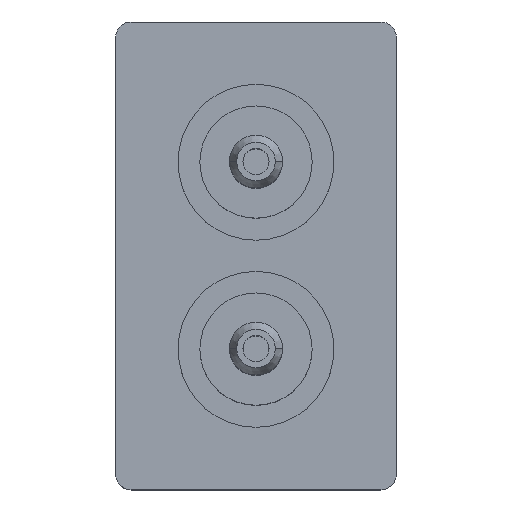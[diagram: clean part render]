
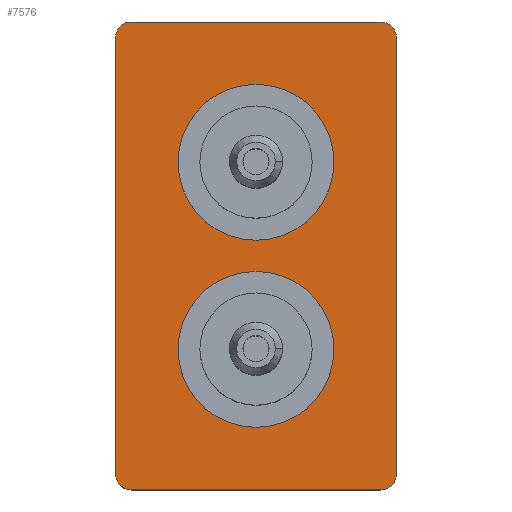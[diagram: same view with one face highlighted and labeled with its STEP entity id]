
A CAD part, top view. The second image highlights one B-rep face of the part: STEP entity #7576.
In plain terms, the highlighted planar face has unit normal (0, 0, 1).
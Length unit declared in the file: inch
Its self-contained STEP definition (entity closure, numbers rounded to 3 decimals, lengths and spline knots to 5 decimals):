
#6=DIRECTION('',(0.,-1.,0.));
#7=VECTOR('',#6,0.7);
#8=CARTESIAN_POINT('',(-0.225,0.725,0.));
#9=LINE('',#8,#7);
#598=CARTESIAN_POINT('',(0.,0.525,0.));
#599=DIRECTION('',(0.,0.,-1.));
#600=DIRECTION('',(-1.,0.,0.));
#601=AXIS2_PLACEMENT_3D('',#598,#599,#600);
#603=CARTESIAN_POINT('',(0.,0.525,0.));
#604=DIRECTION('',(0.,0.,-1.));
#605=DIRECTION('',(1.,0.,0.));
#606=AXIS2_PLACEMENT_3D('',#603,#604,#605);
#608=CARTESIAN_POINT('',(0.,0.225,0.));
#609=DIRECTION('',(0.,0.,-1.));
#610=DIRECTION('',(1.,0.,0.));
#611=AXIS2_PLACEMENT_3D('',#608,#609,#610);
#613=CARTESIAN_POINT('',(0.,0.225,0.));
#614=DIRECTION('',(0.,0.,-1.));
#615=DIRECTION('',(-1.,0.,0.));
#616=AXIS2_PLACEMENT_3D('',#613,#614,#615);
#618=CARTESIAN_POINT('',(0.2,0.725,0.));
#619=DIRECTION('',(0.,0.,1.));
#620=DIRECTION('',(1.,0.,0.));
#621=AXIS2_PLACEMENT_3D('',#618,#619,#620);
#623=CARTESIAN_POINT('',(0.2,0.025,0.));
#624=DIRECTION('',(0.,0.,1.));
#625=DIRECTION('',(0.,-1.,0.));
#626=AXIS2_PLACEMENT_3D('',#623,#624,#625);
#628=CARTESIAN_POINT('',(-0.2,0.025,0.));
#629=DIRECTION('',(0.,0.,1.));
#630=DIRECTION('',(-1.,0.,0.));
#631=AXIS2_PLACEMENT_3D('',#628,#629,#630);
#633=CARTESIAN_POINT('',(-0.2,0.725,0.));
#634=DIRECTION('',(0.,0.,1.));
#635=DIRECTION('',(0.,1.,0.));
#636=AXIS2_PLACEMENT_3D('',#633,#634,#635);
#638=DIRECTION('',(1.,0.,0.));
#639=VECTOR('',#638,0.4);
#640=CARTESIAN_POINT('',(-0.2,0.75,0.));
#641=LINE('',#640,#639);
#853=DIRECTION('',(1.,0.,0.));
#854=VECTOR('',#853,0.4);
#855=CARTESIAN_POINT('',(-0.2,0.,0.));
#856=LINE('',#855,#854);
#897=DIRECTION('',(0.,-1.,0.));
#898=VECTOR('',#897,0.7);
#899=CARTESIAN_POINT('',(0.225,0.725,0.));
#900=LINE('',#899,#898);
#5516=CARTESIAN_POINT('',(-0.101,0.525,0.));
#5517=CARTESIAN_POINT('',(0.101,0.525,0.));
#5518=VERTEX_POINT('',#5516);
#5519=VERTEX_POINT('',#5517);
#5524=CARTESIAN_POINT('',(0.101,0.225,0.));
#5525=CARTESIAN_POINT('',(-0.101,0.225,0.));
#5526=VERTEX_POINT('',#5524);
#5527=VERTEX_POINT('',#5525);
#5558=CARTESIAN_POINT('',(0.225,0.725,0.));
#5559=CARTESIAN_POINT('',(0.2,0.75,0.));
#5560=VERTEX_POINT('',#5558);
#5561=VERTEX_POINT('',#5559);
#5567=CARTESIAN_POINT('',(-0.2,0.75,0.));
#5568=VERTEX_POINT('',#5567);
#5569=CARTESIAN_POINT('',(-0.225,0.725,0.));
#5570=VERTEX_POINT('',#5569);
#5571=CARTESIAN_POINT('',(-0.225,0.025,0.));
#5572=CARTESIAN_POINT('',(-0.2,0.,0.));
#5573=VERTEX_POINT('',#5571);
#5574=VERTEX_POINT('',#5572);
#5580=CARTESIAN_POINT('',(0.2,0.,0.));
#5581=VERTEX_POINT('',#5580);
#5582=CARTESIAN_POINT('',(0.225,0.025,0.));
#5583=VERTEX_POINT('',#5582);
#7544=CARTESIAN_POINT('',(-0.225,0.75,0.));
#7545=DIRECTION('',(0.,0.,1.));
#7546=DIRECTION('',(0.,-1.,0.));
#7547=AXIS2_PLACEMENT_3D('',#7544,#7545,#7546);
#7548=PLANE('',#7547);
#7549=ORIENTED_EDGE('',*,*,#7534,.F.);
#7551=ORIENTED_EDGE('',*,*,#7550,.T.);
#7553=ORIENTED_EDGE('',*,*,#7552,.F.);
#7555=ORIENTED_EDGE('',*,*,#7554,.F.);
#7557=ORIENTED_EDGE('',*,*,#7556,.F.);
#7558=ORIENTED_EDGE('',*,*,#7209,.F.);
#7559=ORIENTED_EDGE('',*,*,#7505,.F.);
#7561=ORIENTED_EDGE('',*,*,#7560,.T.);
#7562=EDGE_LOOP('',(#7549,#7551,#7553,#7555,#7557,#7558,#7559,#7561));
#7563=FACE_OUTER_BOUND('',#7562,.F.);
#7565=ORIENTED_EDGE('',*,*,#7564,.F.);
#7567=ORIENTED_EDGE('',*,*,#7566,.F.);
#7568=EDGE_LOOP('',(#7565,#7567));
#7569=FACE_BOUND('',#7568,.F.);
#7571=ORIENTED_EDGE('',*,*,#7570,.F.);
#7573=ORIENTED_EDGE('',*,*,#7572,.F.);
#7574=EDGE_LOOP('',(#7571,#7573));
#7575=FACE_BOUND('',#7574,.F.);
#7576=ADVANCED_FACE('',(#7563,#7569,#7575),#7548,.T.);
#602=CIRCLE('',#601,0.101);
#607=CIRCLE('',#606,0.101);
#612=CIRCLE('',#611,0.101);
#617=CIRCLE('',#616,0.101);
#622=CIRCLE('',#621,0.025);
#627=CIRCLE('',#626,0.025);
#632=CIRCLE('',#631,0.025);
#637=CIRCLE('',#636,0.025);
#7209=EDGE_CURVE('',#5570,#5573,#9,.T.);
#7505=EDGE_CURVE('',#5568,#5570,#637,.T.);
#7534=EDGE_CURVE('',#5560,#5561,#622,.T.);
#7550=EDGE_CURVE('',#5560,#5583,#900,.T.);
#7552=EDGE_CURVE('',#5581,#5583,#627,.T.);
#7554=EDGE_CURVE('',#5574,#5581,#856,.T.);
#7556=EDGE_CURVE('',#5573,#5574,#632,.T.);
#7560=EDGE_CURVE('',#5568,#5561,#641,.T.);
#7564=EDGE_CURVE('',#5526,#5527,#612,.T.);
#7566=EDGE_CURVE('',#5527,#5526,#617,.T.);
#7570=EDGE_CURVE('',#5518,#5519,#602,.T.);
#7572=EDGE_CURVE('',#5519,#5518,#607,.T.);
